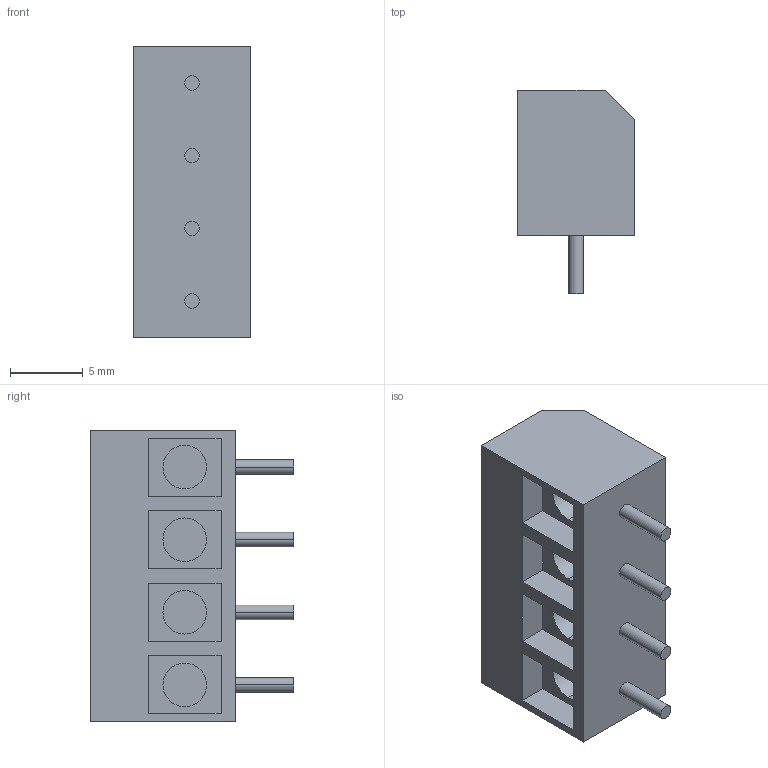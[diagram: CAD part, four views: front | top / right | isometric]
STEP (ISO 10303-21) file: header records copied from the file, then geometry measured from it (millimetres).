
FILE_DESCRIPTION (( 'STEP AP214' ), '1' );
FILE_NAME ('Bornera de 4 pines blue.STEP', '2019-10-11T04:05:20', ( '' ), ( '' ), 'SwSTEP 2.0', 'SolidWorks 2016', '' );
FILE_SCHEMA (( 'AUTOMOTIVE_DESIGN' ));
Length unit declared in the file: millimetre
Products named in the file (1): Bornera de 4 pines blue
Bounding box: 8 x 14 x 20 mm (x, y, z)
Volume: 1267.9 mm3; surface area: 1248.8 mm2
Topology: 1 solids, 1 shells, 83 faces, 183 edges, 122 vertices
Faces by surface type: plane 59, cylinder 24
Entity records: 3232 total; most frequent: DIRECTION 399, CARTESIAN_POINT 389, ORIENTED_EDGE 366, EDGE_CURVE 183, LINE 135, VECTOR 135, AXIS2_PLACEMENT_3D 132, VERTEX_POINT 122
